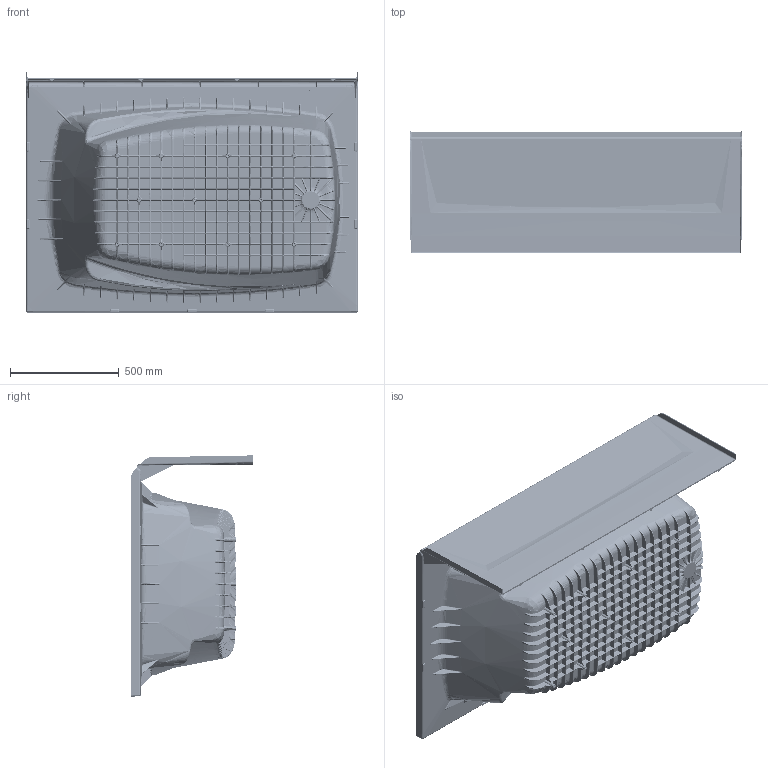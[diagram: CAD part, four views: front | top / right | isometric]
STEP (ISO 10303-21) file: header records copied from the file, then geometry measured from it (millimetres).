
FILE_DESCRIPTION (( 'STEP AP203' ), '1' );
FILE_NAME ('6042CTR.STEP', '2023-06-07T16:47:05', ( '' ), ( '' ), 'SwSTEP 2.0', 'SolidWorks 2020', '' );
FILE_SCHEMA (( 'CONFIG_CONTROL_DESIGN' ));
Products named in the file (1): 6042CTR
Bounding box: 1524.01 x 559 x 1107.16 mm (x, y, z)
Volume: 17746092.8 mm3; surface area: 8347101.1 mm2
Topology: 1 solids, 1 shells, 11320 faces, 27638 edges, 15088 vertices
Faces by surface type: bspline 5190, cylinder 3392, plane 2514, cone 106, sphere 62, torus 56
Entity records: 505416 total; most frequent: CARTESIAN_POINT 297663, ORIENTED_EDGE 52184, DIRECTION 32438, EDGE_CURVE 26092, VERTEX_POINT 15088, EDGE_LOOP 11636, AXIS2_PLACEMENT_3D 11516, ADVANCED_FACE 11320
